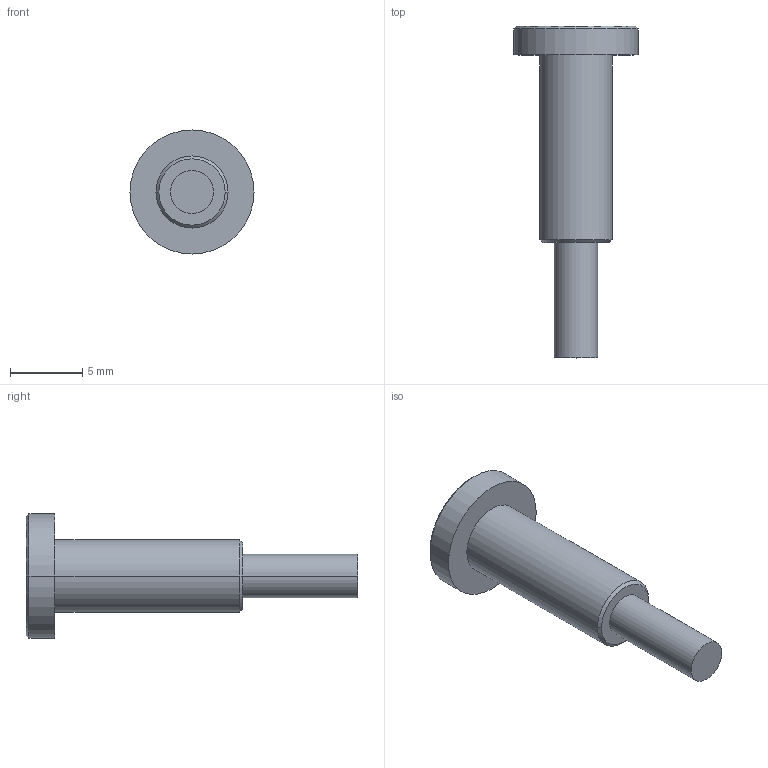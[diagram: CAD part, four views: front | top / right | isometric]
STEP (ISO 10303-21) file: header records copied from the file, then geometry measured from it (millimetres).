
FILE_DESCRIPTION((''),'2;1');
FILE_NAME('BO131001131V1_0','2017-12-04T',('bin'),(''),'CREO PARAMETRIC BY PTC INC, 2014350','CREO PARAMETRIC BY PTC INC, 2014350','');
FILE_SCHEMA(('CONFIG_CONTROL_DESIGN'));
Length unit declared in the file: millimetre
Products named in the file (1): BO131001131V1_0
Bounding box: 8.6 x 23 x 8.6 mm (x, y, z)
Volume: 404.4 mm3; surface area: 475.4 mm2
Topology: 1 solids, 1 shells, 35 faces, 86 edges, 56 vertices
Faces by surface type: plane 25, cylinder 6, cone 4
Entity records: 1075 total; most frequent: CARTESIAN_POINT 177, DIRECTION 172, ORIENTED_EDGE 172, EDGE_CURVE 86, VECTOR 70, LINE 70, VERTEX_POINT 56, AXIS2_PLACEMENT_3D 51
